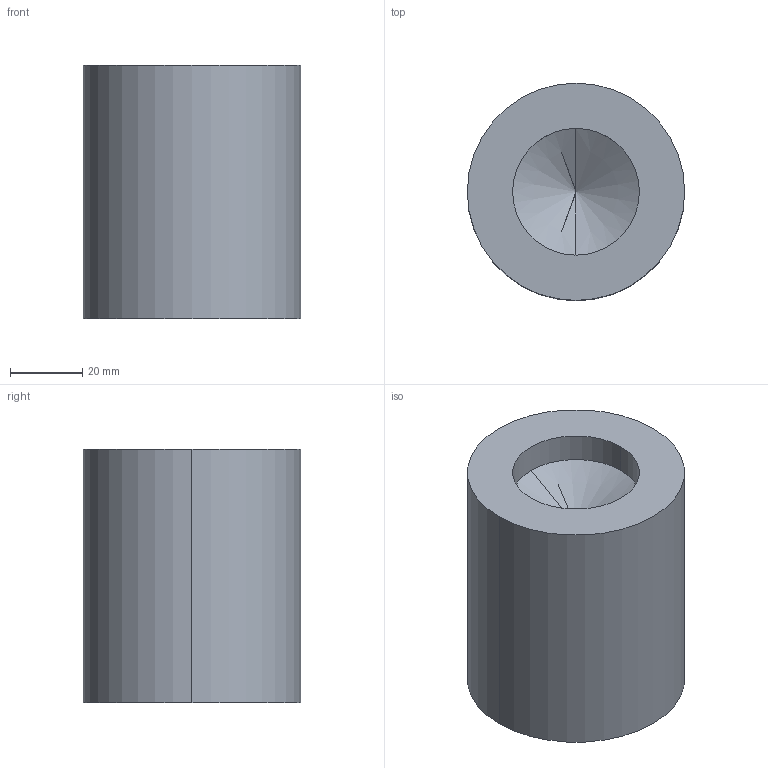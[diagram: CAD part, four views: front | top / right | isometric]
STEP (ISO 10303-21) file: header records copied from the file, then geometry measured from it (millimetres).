
FILE_DESCRIPTION (( 'STEP AP203' ), '1' );
FILE_NAME ('EJ_Pied_Jaune.STEP', '2014-11-24T20:59:12', ( 'Quentin cesvet' ), ( '' ), 'SwSTEP 2.0', 'SolidWorks 2014', '' );
FILE_SCHEMA (( 'CONFIG_CONTROL_DESIGN' ));
Length unit declared in the file: millimetre
Products named in the file (1): EJ_Pied_Jaune
Bounding box: 60 x 60 x 70 mm (x, y, z)
Volume: 186983.2 mm3; surface area: 19878 mm2
Topology: 1 solids, 1 shells, 8 faces, 18 edges, 11 vertices
Faces by surface type: cylinder 4, cone 2, plane 2
Entity records: 295 total; most frequent: DIRECTION 44, CARTESIAN_POINT 36, ORIENTED_EDGE 32, AXIS2_PLACEMENT_3D 19, EDGE_CURVE 16, VERTEX_POINT 11, CIRCLE 10, EDGE_LOOP 9
